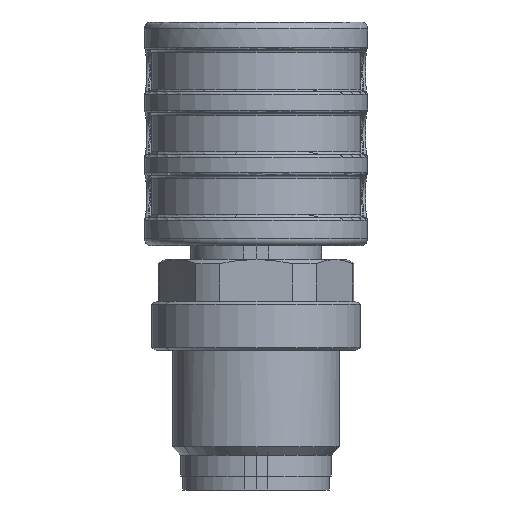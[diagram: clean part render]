
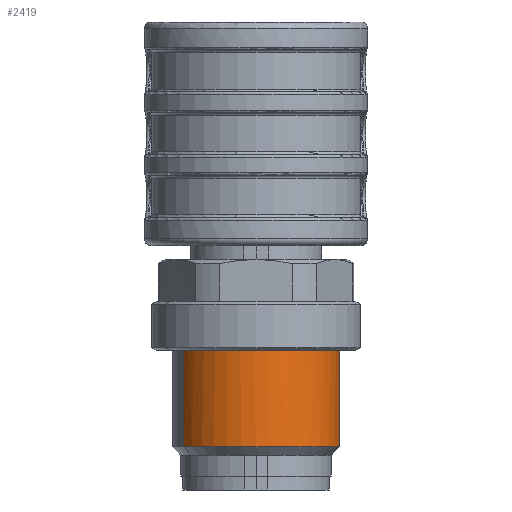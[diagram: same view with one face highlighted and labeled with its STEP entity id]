
A CAD part, front view. The second image highlights one B-rep face of the part: STEP entity #2419.
In plain terms, the highlighted cylindrical face has radius 6 mm (diameter 12 mm), a partial arc.
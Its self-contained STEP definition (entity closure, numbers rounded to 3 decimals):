
#2406=AXIS2_PLACEMENT_3D('Cylinder Axis2P3D',#2403,#2404,#2405) ;
#2410=AXIS2_PLACEMENT_3D('Circle Axis2P3D',#2408,#2409,$) ;
#2324=CARTESIAN_POINT('Vertex',(2.804,5.,9.999)) ;
#2326=CARTESIAN_POINT('Vertex',(13.196,11.,9.999)) ;
#2330=CARTESIAN_POINT('Control Point',(13.196,11.,9.999)) ;
#2331=CARTESIAN_POINT('Control Point',(13.496,10.48,9.999)) ;
#2332=CARTESIAN_POINT('Control Point',(13.731,9.923,9.999)) ;
#2333=CARTESIAN_POINT('Control Point',(13.895,9.339,9.999)) ;
#2334=CARTESIAN_POINT('Control Point',(14.073,8.143,9.999)) ;
#2335=CARTESIAN_POINT('Control Point',(13.952,6.94,9.999)) ;
#2336=CARTESIAN_POINT('Control Point',(13.816,6.349,9.999)) ;
#2337=CARTESIAN_POINT('Control Point',(13.398,5.214,9.999)) ;
#2338=CARTESIAN_POINT('Control Point',(12.715,4.216,9.999)) ;
#2339=CARTESIAN_POINT('Control Point',(12.312,3.763,9.999)) ;
#2340=CARTESIAN_POINT('Control Point',(11.402,2.967,9.999)) ;
#2341=CARTESIAN_POINT('Control Point',(10.324,2.419,9.999)) ;
#2342=CARTESIAN_POINT('Control Point',(9.753,2.214,9.999)) ;
#2343=CARTESIAN_POINT('Control Point',(8.572,1.952,9.999)) ;
#2344=CARTESIAN_POINT('Control Point',(7.364,1.988,9.999)) ;
#2345=CARTESIAN_POINT('Control Point',(6.765,2.082,9.999)) ;
#2346=CARTESIAN_POINT('Control Point',(5.603,2.418,9.999)) ;
#2347=CARTESIAN_POINT('Control Point',(4.559,3.029,9.999)) ;
#2348=CARTESIAN_POINT('Control Point',(4.079,3.399,9.999)) ;
#2349=CARTESIAN_POINT('Control Point',(3.528,3.945,9.999)) ;
#2350=CARTESIAN_POINT('Control Point',(3.074,4.568,9.999)) ;
#2351=CARTESIAN_POINT('Control Point',(2.979,4.709,9.999)) ;
#2352=CARTESIAN_POINT('Control Point',(2.889,4.853,9.999)) ;
#2353=CARTESIAN_POINT('Control Point',(2.804,5.,9.999)) ;
#2365=CARTESIAN_POINT('Line Origine',(13.196,11.,0.999)) ;
#2369=CARTESIAN_POINT('Vertex',(13.196,11.,3.099)) ;
#2388=CARTESIAN_POINT('Vertex',(2.804,5.,3.099)) ;
#2391=CARTESIAN_POINT('Line Origine',(2.804,5.,0.999)) ;
#2403=CARTESIAN_POINT('Axis2P3D Location',(8.,8.,0.999)) ;
#2408=CARTESIAN_POINT('Axis2P3D Location',(8.,8.,3.099)) ;
#2366=DIRECTION('Vector Direction',(0.,0.,-1.)) ;
#2392=DIRECTION('Vector Direction',(0.,0.,-1.)) ;
#2404=DIRECTION('Axis2P3D Direction',(0.,0.,-1.)) ;
#2405=DIRECTION('Axis2P3D XDirection',(0.866,0.5,0.)) ;
#2409=DIRECTION('Axis2P3D Direction',(0.,0.,-1.)) ;
#2367=VECTOR('Line Direction',#2366,1.) ;
#2393=VECTOR('Line Direction',#2392,1.) ;
#2414=ORIENTED_EDGE('',*,*,#2395,.F.) ;
#2415=ORIENTED_EDGE('',*,*,#2412,.F.) ;
#2416=ORIENTED_EDGE('',*,*,#2371,.F.) ;
#2417=ORIENTED_EDGE('',*,*,#2354,.T.) ;
#2419=ADVANCED_FACE('Hauptkoerper',(#2418),#2407,.T.) ;
#2329=B_SPLINE_CURVE_WITH_KNOTS('',5,(#2330,#2331,#2332,#2333,#2334,#2335,#2336,#2337,#2338,#2339,#2340,#2341,#2342,#2343,#2344,#2345,#2346,#2347,#2348,#2349,#2350,#2351,#2352,#2353),.UNSPECIFIED.,.F.,.U.,(6,3,3,3,3,3,3,6),(0.,4.243,8.485,12.728,16.97,21.213,25.456,26.657),.UNSPECIFIED.) ;
#2411=CIRCLE('generated circle',#2410,6.) ;
#2407=CYLINDRICAL_SURFACE('generated cylinder',#2406,6.) ;
#2354=EDGE_CURVE('',#2327,#2325,#2329,.T.) ;
#2371=EDGE_CURVE('',#2327,#2370,#2368,.T.) ;
#2395=EDGE_CURVE('',#2389,#2325,#2394,.F.) ;
#2412=EDGE_CURVE('',#2370,#2389,#2411,.T.) ;
#2413=EDGE_LOOP('',(#2414,#2415,#2416,#2417)) ;
#2418=FACE_OUTER_BOUND('',#2413,.T.) ;
#2368=LINE('Line',#2365,#2367) ;
#2394=LINE('Line',#2391,#2393) ;
#2325=VERTEX_POINT('',#2324) ;
#2327=VERTEX_POINT('',#2326) ;
#2370=VERTEX_POINT('',#2369) ;
#2389=VERTEX_POINT('',#2388) ;
